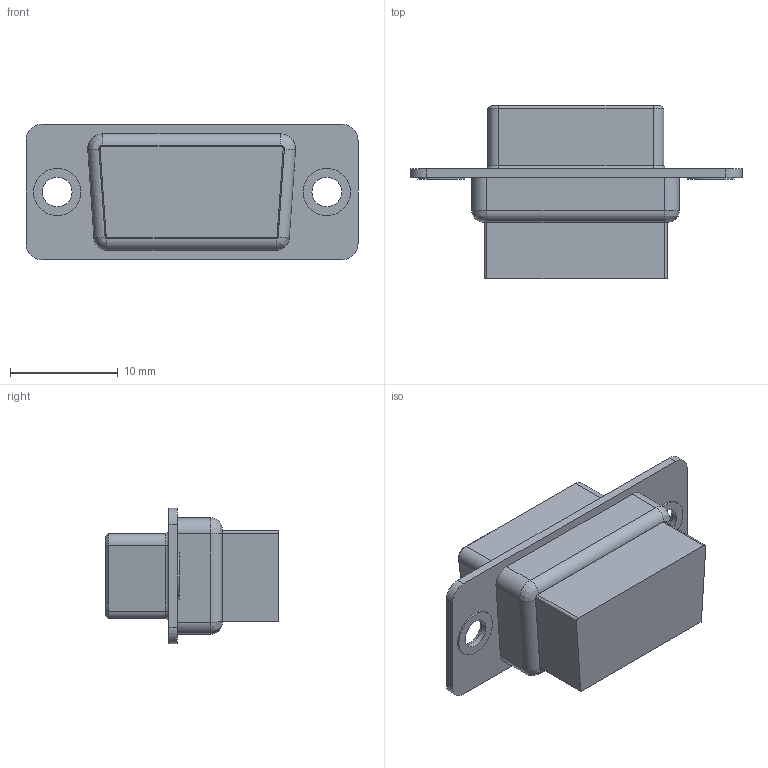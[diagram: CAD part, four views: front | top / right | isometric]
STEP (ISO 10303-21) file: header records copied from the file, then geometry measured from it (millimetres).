
FILE_DESCRIPTION( ('This file contains a STEP AP42 implementation' ,'as created by ZW3D STEP Interface translator.') ,'2;1' );
FILE_NAME( '6211-XXFN00X01.stp' ,'2311 9.14 552', (''), ('ZWCAD Software Co.'), 'Version 1.0', 'ZW3D to STEP translator', '' );
FILE_SCHEMA(('AUTOMOTIVE_DESIGN { 1 0 10303 214 1 1 1 1 }'));
Length unit declared in the file: millimetre
Products named in the file (2): 0; 6210_xxfns001
Bounding box: 30.81 x 16.1 x 12.55 mm (x, y, z)
Volume: 2443.5 mm3; surface area: 2985 mm2
Topology: 2 solids, 2 shells, 191 faces, 437 edges, 272 vertices
Faces by surface type: cylinder 72, plane 58, cone 49, torus 8, bspline 4
Entity records: 6362 total; most frequent: CARTESIAN_POINT 1939, ORIENTED_EDGE 874, DIRECTION 837, EDGE_CURVE 437, AXIS2_PLACEMENT_3D 312, VERTEX_POINT 272, EDGE_LOOP 217, VECTOR 213
